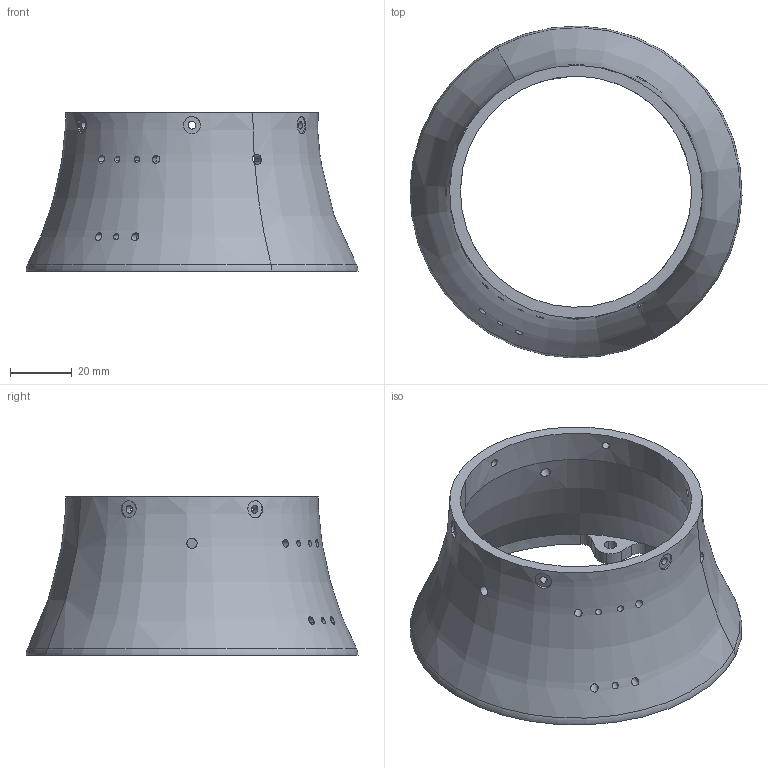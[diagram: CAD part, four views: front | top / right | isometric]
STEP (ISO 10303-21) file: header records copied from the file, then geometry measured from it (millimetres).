
FILE_DESCRIPTION(('CATIA V5 STEP Exchange'),'2;1');
FILE_NAME('Tuyere_Int_Av.stp','2020-12-10T08:28:48+00:00',('none'),('none'),'CATIA Version 5 Release 19 GA (IN-10)','CATIA V5 STEP AP203','none');
FILE_SCHEMA(('CONFIG_CONTROL_DESIGN'));
Length unit declared in the file: millimetre
Products named in the file (1): Tuyere_Int_Av
Bounding box: 107.21 x 107.21 x 51.12 mm (x, y, z)
Volume: 61382.3 mm3; surface area: 32981.4 mm2
Topology: 1 solids, 1 shells, 100 faces, 284 edges, 190 vertices
Faces by surface type: cylinder 74, plane 20, torus 4, revolution 2
Entity records: 4021 total; most frequent: CARTESIAN_POINT 1632, ORIENTED_EDGE 568, DIRECTION 309, EDGE_CURVE 284, VERTEX_POINT 190, AXIS2_PLACEMENT_3D 155, EDGE_LOOP 146, ADVANCED_FACE 100
